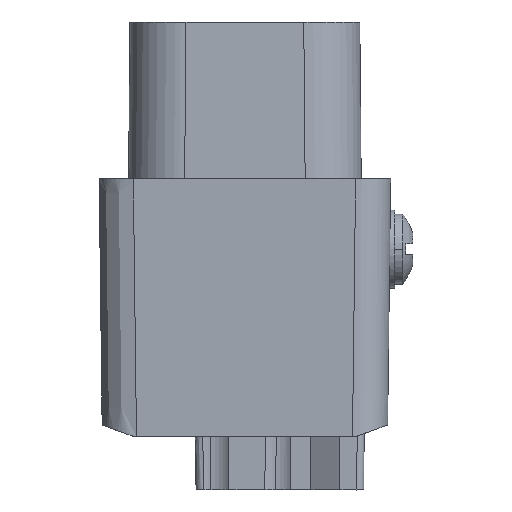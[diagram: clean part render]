
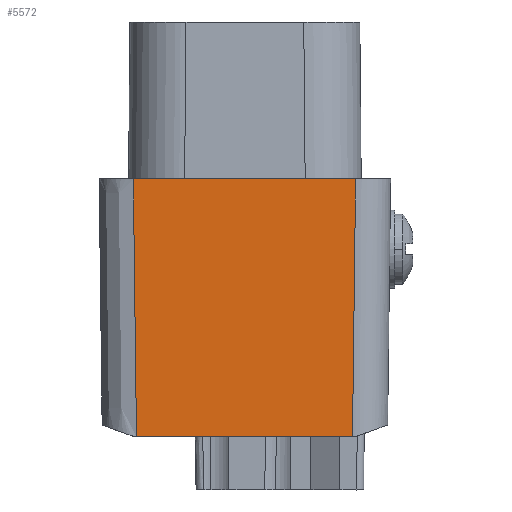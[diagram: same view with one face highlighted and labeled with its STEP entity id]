
A CAD part, left-side view. The second image highlights one B-rep face of the part: STEP entity #5572.
In plain terms, the highlighted face is planar.
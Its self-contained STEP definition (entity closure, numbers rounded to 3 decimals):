
#294=CARTESIAN_POINT('',(41.359,-6.375,7.899));
#295=VERTEX_POINT('',#294);
#396=CARTESIAN_POINT('',(41.359,-6.375,-7.964));
#397=VERTEX_POINT('',#396);
#398=CARTESIAN_POINT('',(41.359,-6.375,7.899));
#399=DIRECTION('',(0.,-0.,-1.));
#400=VECTOR('',#399,15.863);
#401=LINE('',#398,#400);
#402=EDGE_CURVE('',#295,#397,#401,.T.);
#3860=CARTESIAN_POINT('',(41.585,12.025,7.674));
#3861=VERTEX_POINT('',#3860);
#3862=CARTESIAN_POINT('',(41.585,12.025,7.674));
#3863=CARTESIAN_POINT('',(41.576,11.333,7.682));
#3864=CARTESIAN_POINT('',(41.568,10.641,7.691));
#3865=CARTESIAN_POINT('',(41.558,9.824,7.701));
#3866=CARTESIAN_POINT('',(41.556,9.693,7.702));
#3867=CARTESIAN_POINT('',(41.552,9.358,7.706));
#3868=CARTESIAN_POINT('',(41.549,9.145,7.709));
#3869=CARTESIAN_POINT('',(41.546,8.865,7.712));
#3870=CARTESIAN_POINT('',(41.545,8.798,7.713));
#3871=CARTESIAN_POINT('',(41.543,8.664,7.715));
#3872=CARTESIAN_POINT('',(41.543,8.597,7.716));
#3873=CARTESIAN_POINT('',(41.541,8.463,7.717));
#3874=CARTESIAN_POINT('',(41.54,8.396,7.718));
#3875=CARTESIAN_POINT('',(41.537,8.126,7.721));
#3876=CARTESIAN_POINT('',(41.532,7.721,7.726));
#3877=CARTESIAN_POINT('',(41.527,7.316,7.731));
#3878=CARTESIAN_POINT('',(41.519,6.708,7.739));
#3879=CARTESIAN_POINT('',(41.514,6.302,7.744));
#3880=CARTESIAN_POINT('',(41.502,5.281,7.756));
#3881=CARTESIAN_POINT('',(41.494,4.665,7.764));
#3882=CARTESIAN_POINT('',(41.479,3.433,7.779));
#3883=CARTESIAN_POINT('',(41.472,2.817,7.787));
#3884=CARTESIAN_POINT('',(41.463,2.103,7.795));
#3885=CARTESIAN_POINT('',(41.462,2.003,7.797));
#3886=CARTESIAN_POINT('',(41.46,1.902,7.798));
#3887=CARTESIAN_POINT('',(41.46,1.897,7.798));
#3888=CARTESIAN_POINT('',(41.459,1.781,7.799));
#3889=CARTESIAN_POINT('',(41.458,1.664,7.801));
#3890=CARTESIAN_POINT('',(41.455,1.483,7.803));
#3891=CARTESIAN_POINT('',(41.455,1.416,7.804));
#3892=CARTESIAN_POINT('',(41.446,0.73,7.812));
#3893=CARTESIAN_POINT('',(41.439,0.112,7.82));
#3894=CARTESIAN_POINT('',(41.423,-1.125,7.835));
#3895=CARTESIAN_POINT('',(41.416,-1.744,7.843));
#3896=CARTESIAN_POINT('',(41.403,-2.764,7.855));
#3897=CARTESIAN_POINT('',(41.398,-3.165,7.86));
#3898=CARTESIAN_POINT('',(41.391,-3.767,7.867));
#3899=CARTESIAN_POINT('',(41.388,-3.968,7.87));
#3900=CARTESIAN_POINT('',(41.385,-4.269,7.873));
#3901=CARTESIAN_POINT('',(41.382,-4.469,7.876));
#3902=CARTESIAN_POINT('',(41.38,-4.67,7.878));
#3903=CARTESIAN_POINT('',(41.378,-4.837,7.88));
#3904=CARTESIAN_POINT('',(41.377,-4.904,7.881));
#3905=CARTESIAN_POINT('',(41.375,-5.038,7.883));
#3906=CARTESIAN_POINT('',(41.375,-5.104,7.884));
#3907=CARTESIAN_POINT('',(41.373,-5.238,7.885));
#3908=CARTESIAN_POINT('',(41.372,-5.305,7.886));
#3909=CARTESIAN_POINT('',(41.367,-5.706,7.891));
#3910=CARTESIAN_POINT('',(41.363,-6.041,7.895));
#3911=CARTESIAN_POINT('',(41.359,-6.375,7.899));
#3912=(BOUNDED_CURVE()
B_SPLINE_CURVE(3,(#3862,#3863,#3864,#3865,#3866,#3867,#3868,#3869,#3870,#3871,#3872,#3873,#3874,#3875,#3876,#3877,#3878,#3879,#3880,#3881,#3882,#3883,#3884,#3885,#3886,#3887,
#3888,#3889,#3890,#3891,#3892,#3893,#3894,#3895,#3896,#3897,#3898,#3899,#3900,#3901,#3902,#3903,#3904,#3905,#3906,#3907,#3908,#3909,#3910,#3911),.UNSPECIFIED.,.F.,.F.)
B_SPLINE_CURVE_WITH_KNOTS((4,2,2,2,2,2,2,1,2,2,2,2,1,2,1,2,2,2,2,2,2,1,2,2,2,2,
4),(-2.005,0.,0.365,1.006,1.207,1.408,1.609,2.218,2.826,4.043,5.893,7.743,8.038,8.045,8.052,8.395,8.596,10.452,12.308,13.512,14.114,14.415,14.716,14.916,15.117,15.317,
16.321),.UNSPECIFIED.)
CURVE()
GEOMETRIC_REPRESENTATION_ITEM()
RATIONAL_B_SPLINE_CURVE((1.,1.,1.,1.,1.,1.,1.,1.,1.,1.,1.,1.,1.,1.,1.,1.,1.,1.,1.,1.,1.,1.,1.,1.,1.,1.,
1.,1.,1.,1.,1.,1.,1.,1.,1.,1.,1.,1.,1.,1.,1.,1.,1.,1.,1.,1.,1.,1.,1.,1.))
REPRESENTATION_ITEM(''));
#3913=EDGE_CURVE('',#3861,#295,#3912,.T.);
#5549=CARTESIAN_POINT('',(41.359,-6.375,-2.181));
#5550=DIRECTION('',(-1.,0.012,0.));
#5551=DIRECTION('',(0.,0.,-1.));
#5552=AXIS2_PLACEMENT_3D('',#5549,#5550,#5551);
#5553=PLANE('',#5552);
#5554=CARTESIAN_POINT('',(41.585,12.025,-7.742));
#5555=VERTEX_POINT('',#5554);
#5556=CARTESIAN_POINT('',(41.585,12.025,7.674));
#5557=DIRECTION('',(0.,0.,-1.));
#5558=VECTOR('',#5557,15.416);
#5559=LINE('',#5556,#5558);
#5560=EDGE_CURVE('',#3861,#5555,#5559,.T.);
#5561=ORIENTED_EDGE('',*,*,#5560,.T.);
#5562=CARTESIAN_POINT('',(41.359,-6.375,-7.964));
#5563=DIRECTION('',(0.012,1.,0.012));
#5564=VECTOR('',#5563,18.403);
#5565=LINE('',#5562,#5564);
#5566=EDGE_CURVE('',#397,#5555,#5565,.T.);
#5567=ORIENTED_EDGE('',*,*,#5566,.F.);
#5568=ORIENTED_EDGE('',*,*,#402,.F.);
#5569=ORIENTED_EDGE('',*,*,#3913,.F.);
#5570=EDGE_LOOP('',(#5561,#5567,#5568,#5569));
#5571=FACE_BOUND('',#5570,.T.);
#5572=ADVANCED_FACE('',(#5571),#5553,.T.);
